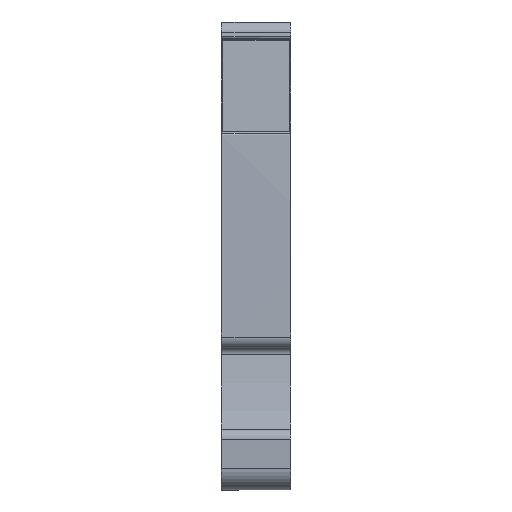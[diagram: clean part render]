
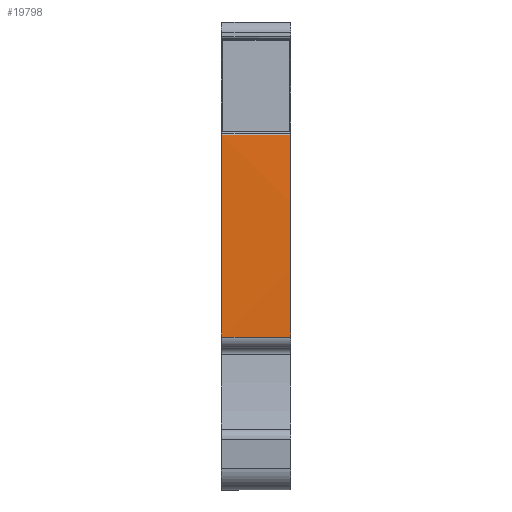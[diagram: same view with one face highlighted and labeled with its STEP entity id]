
A CAD part, front view. The second image highlights one B-rep face of the part: STEP entity #19798.
In plain terms, the highlighted cylindrical face has radius 248.5 mm (diameter 497 mm), a partial arc.
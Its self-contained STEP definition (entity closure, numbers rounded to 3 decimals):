
#9119=AXIS2_PLACEMENT_3D('Circle Axis2P3D',#9117,#9118,$) ;
#19424=AXIS2_PLACEMENT_3D('Cylinder Axis2P3D',#19421,#19422,#19423) ;
#9114=CARTESIAN_POINT('Vertex',(6.1,1.896,31.153)) ;
#9117=CARTESIAN_POINT('Axis2P3D Location',(6.1,249.996,17.05)) ;
#9121=CARTESIAN_POINT('Vertex',(6.1,1.522,13.435)) ;
#9713=CARTESIAN_POINT('Vertex',(0.05,1.522,13.435)) ;
#9730=CARTESIAN_POINT('Line Origine',(3.66,1.522,13.435)) ;
#16652=CARTESIAN_POINT('Vertex',(0.05,1.896,31.153)) ;
#16685=CARTESIAN_POINT('Control Point',(0.05,1.896,31.153)) ;
#16686=CARTESIAN_POINT('Control Point',(0.05,1.645,26.729)) ;
#16687=CARTESIAN_POINT('Control Point',(0.05,1.499,22.298)) ;
#16688=CARTESIAN_POINT('Control Point',(0.05,1.458,17.866)) ;
#16689=CARTESIAN_POINT('Control Point',(0.05,1.522,13.435)) ;
#19421=CARTESIAN_POINT('Axis2P3D Location',(3.05,249.996,17.05)) ;
#19779=CARTESIAN_POINT('Line Origine',(3.05,1.896,31.153)) ;
#9118=DIRECTION('Axis2P3D Direction',(1.,0.,0.)) ;
#9731=DIRECTION('Vector Direction',(-1.,0.,0.)) ;
#19422=DIRECTION('Axis2P3D Direction',(1.,0.,0.)) ;
#19423=DIRECTION('Axis2P3D XDirection',(0.,-0.996,0.093)) ;
#19780=DIRECTION('Vector Direction',(1.,0.,0.)) ;
#9732=VECTOR('Line Direction',#9731,1.) ;
#19781=VECTOR('Line Direction',#19780,1.) ;
#19793=ORIENTED_EDGE('',*,*,#9734,.T.) ;
#19794=ORIENTED_EDGE('',*,*,#9123,.F.) ;
#19795=ORIENTED_EDGE('',*,*,#19783,.F.) ;
#19796=ORIENTED_EDGE('',*,*,#16690,.F.) ;
#19798=ADVANCED_FACE('MLD',(#19797),#19425,.T.) ;
#16684=B_SPLINE_CURVE_WITH_KNOTS('',4,(#16685,#16686,#16687,#16688,#16689),.UNSPECIFIED.,.F.,.U.,(5,5),(0.,17.725),.UNSPECIFIED.) ;
#9120=CIRCLE('generated circle',#9119,248.5) ;
#19425=CYLINDRICAL_SURFACE('generated cylinder',#19424,248.5) ;
#9123=EDGE_CURVE('',#9115,#9122,#9120,.T.) ;
#9734=EDGE_CURVE('',#9714,#9122,#9733,.F.) ;
#16690=EDGE_CURVE('',#9714,#16653,#16684,.F.) ;
#19783=EDGE_CURVE('',#16653,#9115,#19782,.T.) ;
#19792=EDGE_LOOP('',(#19793,#19794,#19795,#19796)) ;
#19797=FACE_OUTER_BOUND('',#19792,.T.) ;
#9733=LINE('Line',#9730,#9732) ;
#19782=LINE('Line',#19779,#19781) ;
#9115=VERTEX_POINT('',#9114) ;
#9122=VERTEX_POINT('',#9121) ;
#9714=VERTEX_POINT('',#9713) ;
#16653=VERTEX_POINT('',#16652) ;
